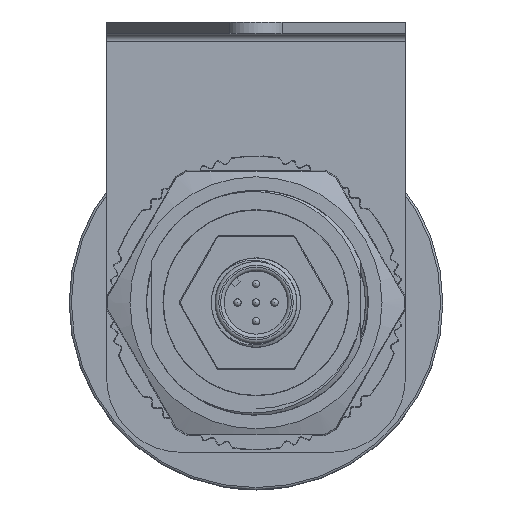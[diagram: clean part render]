
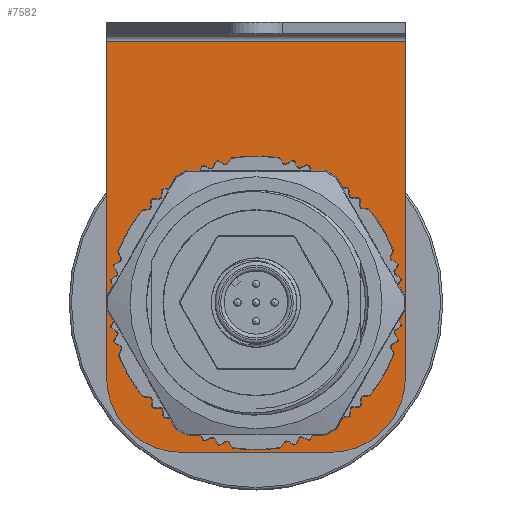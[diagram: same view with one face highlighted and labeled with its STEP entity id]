
A CAD part, top view. The second image highlights one B-rep face of the part: STEP entity #7582.
In plain terms, the highlighted planar face has unit normal (0, 0, 1).
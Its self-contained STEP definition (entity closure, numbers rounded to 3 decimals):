
#654=FACE_BOUND('',#2573,.T.);
#1169=LINE('',#42042,#1713);
#1176=LINE('',#42063,#1720);
#1186=LINE('',#42113,#1730);
#1187=LINE('',#42117,#1731);
#1713=VECTOR('',#9736,1.);
#1720=VECTOR('',#9751,1.);
#1730=VECTOR('',#9805,1.);
#1731=VECTOR('',#9808,1.);
#2140=FACE_OUTER_BOUND('',#2572,.T.);
#2572=EDGE_LOOP('',(#6930,#6931,#6932,#6933,#6934,#6935));
#2573=EDGE_LOOP('',(#6936));
#2808=CIRCLE('',#8167,10.);
#2809=CIRCLE('',#8168,10.);
#2810=CIRCLE('',#8169,16.);
#3534=VERTEX_POINT('',#42039);
#3535=VERTEX_POINT('',#42041);
#3544=VERTEX_POINT('',#42060);
#3545=VERTEX_POINT('',#42062);
#3564=VERTEX_POINT('',#42114);
#3565=VERTEX_POINT('',#42116);
#3566=VERTEX_POINT('',#42119);
#4656=EDGE_CURVE('',#3534,#3535,#1169,.T.);
#4666=EDGE_CURVE('',#3544,#3545,#1176,.T.);
#4692=EDGE_CURVE('',#3544,#3535,#1186,.T.);
#4693=EDGE_CURVE('',#3564,#3534,#2808,.T.);
#4694=EDGE_CURVE('',#3565,#3564,#1187,.T.);
#4695=EDGE_CURVE('',#3545,#3565,#2809,.T.);
#4696=EDGE_CURVE('',#3566,#3566,#2810,.T.);
#6930=ORIENTED_EDGE('',*,*,#4666,.F.);
#6931=ORIENTED_EDGE('',*,*,#4692,.T.);
#6932=ORIENTED_EDGE('',*,*,#4656,.F.);
#6933=ORIENTED_EDGE('',*,*,#4693,.F.);
#6934=ORIENTED_EDGE('',*,*,#4694,.F.);
#6935=ORIENTED_EDGE('',*,*,#4695,.F.);
#6936=ORIENTED_EDGE('',*,*,#4696,.F.);
#7162=PLANE('',#8166);
#7582=ADVANCED_FACE('',(#2140,#654),#7162,.F.);
#8166=AXIS2_PLACEMENT_3D('',#42112,#9803,#9804);
#8167=AXIS2_PLACEMENT_3D('',#42115,#9806,#9807);
#8168=AXIS2_PLACEMENT_3D('',#42118,#9809,#9810);
#8169=AXIS2_PLACEMENT_3D('',#42120,#9811,#9812);
#9736=DIRECTION('',(0.,1.,0.));
#9751=DIRECTION('',(0.,-1.,0.));
#9803=DIRECTION('center_axis',(0.,0.,-1.));
#9804=DIRECTION('ref_axis',(1.,0.,0.));
#9805=DIRECTION('',(-1.,0.,0.));
#9806=DIRECTION('center_axis',(0.,0.,-1.));
#9807=DIRECTION('ref_axis',(1.,0.,0.));
#9808=DIRECTION('',(-1.,0.,0.));
#9809=DIRECTION('center_axis',(0.,0.,-1.));
#9810=DIRECTION('ref_axis',(1.,0.,0.));
#9811=DIRECTION('center_axis',(0.,0.,1.));
#9812=DIRECTION('ref_axis',(-1.,0.,0.));
#42039=CARTESIAN_POINT('',(-20.,160.,14.537));
#42041=CARTESIAN_POINT('',(-20.,205.,14.537));
#42042=CARTESIAN_POINT('',(-20.,160.,14.537));
#42060=CARTESIAN_POINT('',(20.,205.,14.537));
#42062=CARTESIAN_POINT('',(20.,160.,14.537));
#42063=CARTESIAN_POINT('',(20.,207.5,14.537));
#42112=CARTESIAN_POINT('Origin',(10.,160.,14.537));
#42113=CARTESIAN_POINT('',(-20.,205.,14.537));
#42114=CARTESIAN_POINT('',(-10.,150.,14.537));
#42115=CARTESIAN_POINT('Origin',(-10.,160.,14.537));
#42116=CARTESIAN_POINT('',(10.,150.,14.537));
#42117=CARTESIAN_POINT('',(10.,150.,14.537));
#42118=CARTESIAN_POINT('Origin',(10.,160.,14.537));
#42119=CARTESIAN_POINT('',(-16.,170.,14.537));
#42120=CARTESIAN_POINT('Origin',(0.,170.,14.537));
